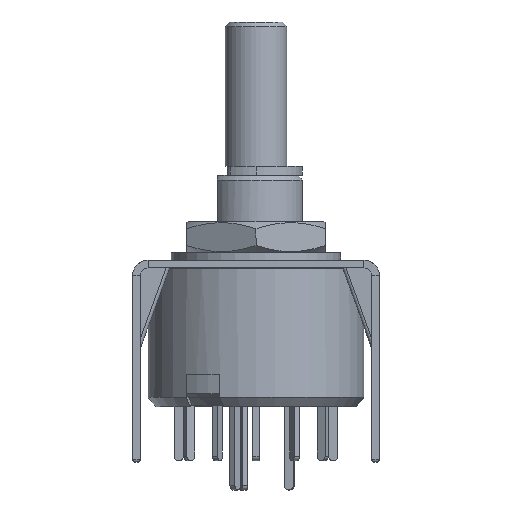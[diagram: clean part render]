
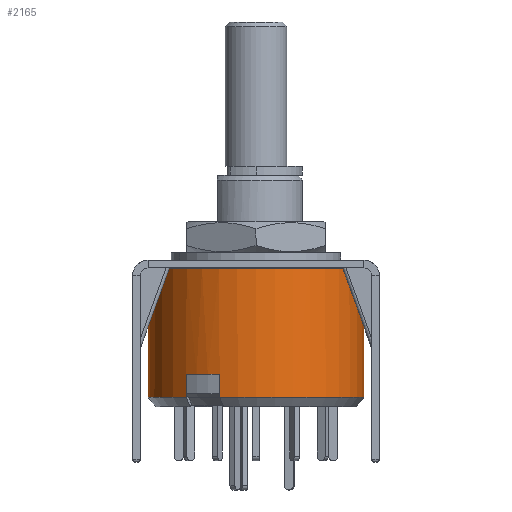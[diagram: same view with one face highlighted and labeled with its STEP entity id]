
A CAD part, front view. The second image highlights one B-rep face of the part: STEP entity #2165.
In plain terms, the highlighted cylindrical face has radius 7 mm (diameter 14 mm), a partial arc.
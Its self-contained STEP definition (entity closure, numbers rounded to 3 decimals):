
#127 = VERTEX_POINT ( 'NONE', #5551 ) ;
#398 = VERTEX_POINT ( 'NONE', #7611 ) ;
#721 = ORIENTED_EDGE ( 'NONE', *, *, #2991, .T. ) ;
#821 = AXIS2_PLACEMENT_3D ( 'NONE', #12603, #13935, #18216 ) ;
#1611 = ORIENTED_EDGE ( 'NONE', *, *, #16145, .T. ) ;
#1613 = DIRECTION ( 'NONE',  ( 0., 0., 1. ) ) ;
#2129 = FACE_OUTER_BOUND ( 'NONE', #18378, .T. ) ;
#2165 = ADVANCED_FACE ( 'NONE', ( #2129 ), #11156, .T. ) ;
#2294 = CARTESIAN_POINT ( 'NONE',  ( -7., 0., 0.95 ) ) ;
#2831 = DIRECTION ( 'NONE',  ( 0., 0., -1. ) ) ;
#2991 = EDGE_CURVE ( 'NONE', #6486, #8914, #7052, .T. ) ;
#3018 = EDGE_CURVE ( 'NONE', #127, #8041, #16321, .T. ) ;
#3951 = CARTESIAN_POINT ( 'NONE',  ( -2.361, -6.59, 9. ) ) ;
#4288 = CIRCLE ( 'NONE', #15918, 7. ) ;
#4377 = VECTOR ( 'NONE', #7131, 1000. ) ;
#4459 = CARTESIAN_POINT ( 'NONE',  ( 0., 0., -5.9 ) ) ;
#4587 = VECTOR ( 'NONE', #7915, 1000. ) ;
#5316 = CARTESIAN_POINT ( 'NONE',  ( -4.526, -5.34, -7.4 ) ) ;
#5496 = ORIENTED_EDGE ( 'NONE', *, *, #6732, .T. ) ;
#5551 = CARTESIAN_POINT ( 'NONE',  ( 7., 0., 0.95 ) ) ;
#5979 = CIRCLE ( 'NONE', #821, 7. ) ;
#6110 = EDGE_CURVE ( 'NONE', #8041, #9223, #4288, .T. ) ;
#6486 = VERTEX_POINT ( 'NONE', #5316 ) ;
#6732 = EDGE_CURVE ( 'NONE', #398, #9223, #14180, .T. ) ;
#6811 = DIRECTION ( 'NONE',  ( 0., 0., -1. ) ) ;
#6880 = EDGE_CURVE ( 'NONE', #8914, #398, #13965, .T. ) ;
#7006 = CARTESIAN_POINT ( 'NONE',  ( 0., 0., 9. ) ) ;
#7052 = LINE ( 'NONE', #12059, #14749 ) ;
#7129 = DIRECTION ( 'NONE',  ( -1., 0., 0. ) ) ;
#7131 = DIRECTION ( 'NONE',  ( 0., 0., -1. ) ) ;
#7176 = VECTOR ( 'NONE', #6811, 1000. ) ;
#7611 = CARTESIAN_POINT ( 'NONE',  ( -2.361, -6.59, -5.9 ) ) ;
#7891 = CARTESIAN_POINT ( 'NONE',  ( -4.526, -5.34, -5.9 ) ) ;
#7915 = DIRECTION ( 'NONE',  ( 0., 0., -1. ) ) ;
#8041 = VERTEX_POINT ( 'NONE', #13007 ) ;
#8914 = VERTEX_POINT ( 'NONE', #7891 ) ;
#9005 = ORIENTED_EDGE ( 'NONE', *, *, #6880, .T. ) ;
#9020 = EDGE_CURVE ( 'NONE', #6486, #10700, #10956, .T. ) ;
#9123 = CARTESIAN_POINT ( 'NONE',  ( -7., 0., -7.4 ) ) ;
#9223 = VERTEX_POINT ( 'NONE', #14546 ) ;
#9678 = CARTESIAN_POINT ( 'NONE',  ( 0., 0., -7.4 ) ) ;
#9837 = EDGE_CURVE ( 'NONE', #12039, #10700, #14748, .T. ) ;
#10177 = ORIENTED_EDGE ( 'NONE', *, *, #9837, .T. ) ;
#10700 = VERTEX_POINT ( 'NONE', #9123 ) ;
#10956 = CIRCLE ( 'NONE', #16788, 7. ) ;
#11051 = CARTESIAN_POINT ( 'NONE',  ( 7., 0., 9. ) ) ;
#11156 = CYLINDRICAL_SURFACE ( 'NONE', #11778, 7. ) ;
#11471 = CARTESIAN_POINT ( 'NONE',  ( 0., 0., -7.4 ) ) ;
#11778 = AXIS2_PLACEMENT_3D ( 'NONE', #7006, #17298, #15744 ) ;
#12039 = VERTEX_POINT ( 'NONE', #2294 ) ;
#12059 = CARTESIAN_POINT ( 'NONE',  ( -4.526, -5.34, 9. ) ) ;
#12348 = DIRECTION ( 'NONE',  ( 0., 0., -1. ) ) ;
#12603 = CARTESIAN_POINT ( 'NONE',  ( 0., 0., 0.95 ) ) ;
#13007 = CARTESIAN_POINT ( 'NONE',  ( 7., 0., -7.4 ) ) ;
#13495 = DIRECTION ( 'NONE',  ( 0., 0., 1. ) ) ;
#13585 = ORIENTED_EDGE ( 'NONE', *, *, #6110, .F. ) ;
#13935 = DIRECTION ( 'NONE',  ( 0., 0., -1. ) ) ;
#13959 = DIRECTION ( 'NONE',  ( 1., 0., 0. ) ) ;
#13965 = CIRCLE ( 'NONE', #15807, 7. ) ;
#14106 = ORIENTED_EDGE ( 'NONE', *, *, #9020, .F. ) ;
#14180 = LINE ( 'NONE', #3951, #7176 ) ;
#14546 = CARTESIAN_POINT ( 'NONE',  ( -2.361, -6.59, -7.4 ) ) ;
#14748 = LINE ( 'NONE', #15799, #4377 ) ;
#14749 = VECTOR ( 'NONE', #13495, 1000. ) ;
#15744 = DIRECTION ( 'NONE',  ( -1., 0., 0. ) ) ;
#15799 = CARTESIAN_POINT ( 'NONE',  ( -7., 0., 9. ) ) ;
#15807 = AXIS2_PLACEMENT_3D ( 'NONE', #4459, #1613, #7129 ) ;
#15918 = AXIS2_PLACEMENT_3D ( 'NONE', #11471, #2831, #17114 ) ;
#16145 = EDGE_CURVE ( 'NONE', #127, #12039, #5979, .T. ) ;
#16321 = LINE ( 'NONE', #11051, #4587 ) ;
#16701 = ORIENTED_EDGE ( 'NONE', *, *, #3018, .F. ) ;
#16788 = AXIS2_PLACEMENT_3D ( 'NONE', #9678, #12348, #13959 ) ;
#17114 = DIRECTION ( 'NONE',  ( 1., 0., 0. ) ) ;
#17298 = DIRECTION ( 'NONE',  ( 0., 0., -1. ) ) ;
#18216 = DIRECTION ( 'NONE',  ( -1., 0., 0. ) ) ;
#18378 = EDGE_LOOP ( 'NONE', ( #16701, #1611, #10177, #14106, #721, #9005, #5496, #13585 ) ) ;
